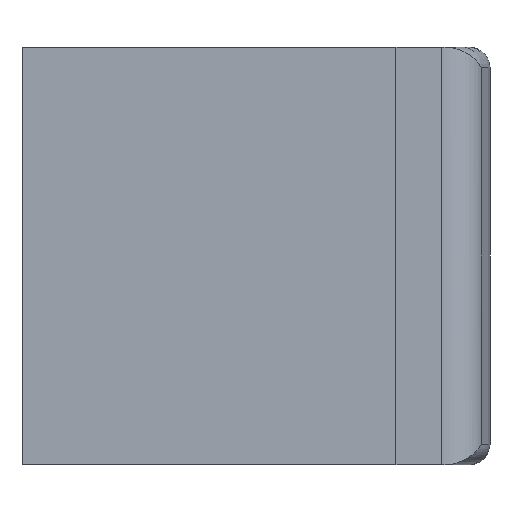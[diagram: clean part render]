
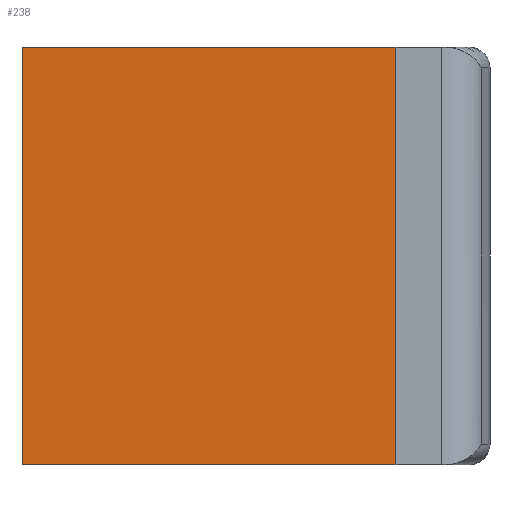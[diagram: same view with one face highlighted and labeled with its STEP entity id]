
A CAD part, left-side view. The second image highlights one B-rep face of the part: STEP entity #238.
In plain terms, the highlighted planar face has unit normal (-1, 0, 0).
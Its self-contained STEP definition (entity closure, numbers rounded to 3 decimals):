
#21 = VECTOR ( 'NONE', #58, 1000. ) ;
#50 = CARTESIAN_POINT ( 'NONE',  ( -1., 1.4, -0.625 ) ) ;
#52 = VECTOR ( 'NONE', #664, 1000. ) ;
#58 = DIRECTION ( 'NONE',  ( 0., 0., -1. ) ) ;
#65 = EDGE_CURVE ( 'NONE', #806, #419, #689, .T. ) ;
#154 = AXIS2_PLACEMENT_3D ( 'NONE', #443, #380, #576 ) ;
#166 = LINE ( 'NONE', #471, #52 ) ;
#207 = ORIENTED_EDGE ( 'NONE', *, *, #65, .T. ) ;
#228 = FACE_OUTER_BOUND ( 'NONE', #538, .T. ) ;
#238 = ADVANCED_FACE ( 'NONE', ( #228 ), #578, .F. ) ;
#294 = VECTOR ( 'NONE', #617, 1000. ) ;
#338 = VECTOR ( 'NONE', #572, 1000. ) ;
#380 = DIRECTION ( 'NONE',  ( 1., 0., 0. ) ) ;
#398 = CARTESIAN_POINT ( 'NONE',  ( -1., 0.281, 0.625 ) ) ;
#419 = VERTEX_POINT ( 'NONE', #458 ) ;
#443 = CARTESIAN_POINT ( 'NONE',  ( -1., 1.4, 0.625 ) ) ;
#451 = CARTESIAN_POINT ( 'NONE',  ( -1., 1.4, 0.625 ) ) ;
#458 = CARTESIAN_POINT ( 'NONE',  ( -1., 0.281, -0.625 ) ) ;
#463 = CARTESIAN_POINT ( 'NONE',  ( -1., 1.4, -0.625 ) ) ;
#471 = CARTESIAN_POINT ( 'NONE',  ( -1., 1.4, 0.625 ) ) ;
#489 = EDGE_CURVE ( 'NONE', #665, #806, #505, .T. ) ;
#505 = LINE ( 'NONE', #510, #338 ) ;
#506 = EDGE_CURVE ( 'NONE', #774, #419, #826, .T. ) ;
#510 = CARTESIAN_POINT ( 'NONE',  ( -1., 1.4, 0.625 ) ) ;
#538 = EDGE_LOOP ( 'NONE', ( #828, #207, #754, #799 ) ) ;
#572 = DIRECTION ( 'NONE',  ( 0., 0., -1. ) ) ;
#576 = DIRECTION ( 'NONE',  ( 0., 1., 0. ) ) ;
#578 = PLANE ( 'NONE',  #154 ) ;
#617 = DIRECTION ( 'NONE',  ( 0., -1., 0. ) ) ;
#664 = DIRECTION ( 'NONE',  ( 0., -1., 0. ) ) ;
#665 = VERTEX_POINT ( 'NONE', #451 ) ;
#689 = LINE ( 'NONE', #50, #294 ) ;
#695 = CARTESIAN_POINT ( 'NONE',  ( -1., 0.281, 0.625 ) ) ;
#722 = EDGE_CURVE ( 'NONE', #665, #774, #166, .T. ) ;
#754 = ORIENTED_EDGE ( 'NONE', *, *, #506, .F. ) ;
#774 = VERTEX_POINT ( 'NONE', #398 ) ;
#799 = ORIENTED_EDGE ( 'NONE', *, *, #722, .F. ) ;
#806 = VERTEX_POINT ( 'NONE', #463 ) ;
#826 = LINE ( 'NONE', #695, #21 ) ;
#828 = ORIENTED_EDGE ( 'NONE', *, *, #489, .T. ) ;
